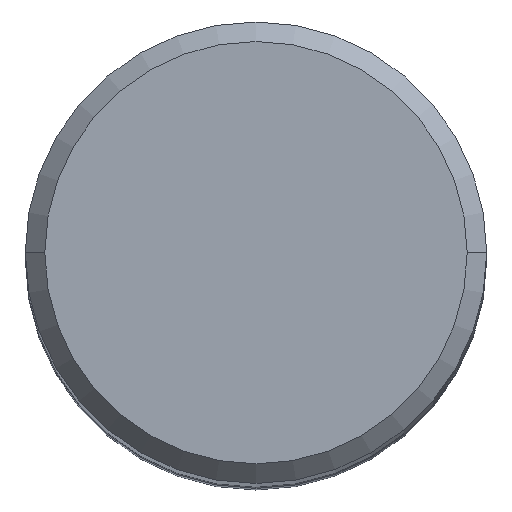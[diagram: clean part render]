
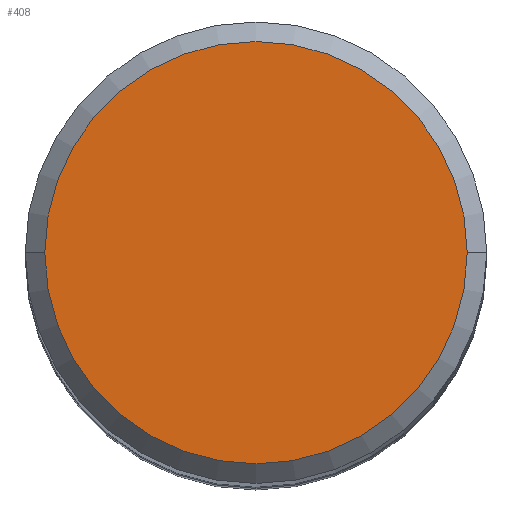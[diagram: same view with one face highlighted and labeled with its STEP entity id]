
A CAD part, top view. The second image highlights one B-rep face of the part: STEP entity #408.
In plain terms, the highlighted planar face has unit normal (0, 0, 1).
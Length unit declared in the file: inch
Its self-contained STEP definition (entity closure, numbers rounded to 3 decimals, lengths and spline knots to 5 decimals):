
#7 = CARTESIAN_POINT ( 'NONE',  ( 0.2162, 0., 0. ) ) ;
#11 = ORIENTED_EDGE ( 'NONE', *, *, #64, .T. ) ;
#17 = AXIS2_PLACEMENT_3D ( 'NONE', #124, #479, #215 ) ;
#64 = EDGE_CURVE ( 'NONE', #107, #274, #545, .T. ) ;
#100 = FACE_OUTER_BOUND ( 'NONE', #368, .T. ) ;
#107 = VERTEX_POINT ( 'NONE', #521 ) ;
#124 = CARTESIAN_POINT ( 'NONE',  ( 0., 0., 0. ) ) ;
#186 = AXIS2_PLACEMENT_3D ( 'NONE', #317, #526, #487 ) ;
#215 = DIRECTION ( 'NONE',  ( 1., 0., 0. ) ) ;
#228 = EDGE_CURVE ( 'NONE', #274, #107, #380, .T. ) ;
#252 = CARTESIAN_POINT ( 'NONE',  ( 0., 0., 0. ) ) ;
#256 = AXIS2_PLACEMENT_3D ( 'NONE', #252, #421, #511 ) ;
#274 = VERTEX_POINT ( 'NONE', #7 ) ;
#285 = ORIENTED_EDGE ( 'NONE', *, *, #228, .T. ) ;
#317 = CARTESIAN_POINT ( 'NONE',  ( 0., 0.2162, 0. ) ) ;
#368 = EDGE_LOOP ( 'NONE', ( #11, #285 ) ) ;
#380 = CIRCLE ( 'NONE', #17, 0.2162 ) ;
#408 = ADVANCED_FACE ( 'NONE', ( #100 ), #447, .F. ) ;
#421 = DIRECTION ( 'NONE',  ( 0., 0., 1. ) ) ;
#447 = PLANE ( 'NONE',  #186 ) ;
#479 = DIRECTION ( 'NONE',  ( 0., 0., 1. ) ) ;
#487 = DIRECTION ( 'NONE',  ( -1., 0., 0. ) ) ;
#511 = DIRECTION ( 'NONE',  ( 1., 0., 0. ) ) ;
#521 = CARTESIAN_POINT ( 'NONE',  ( -0.2162, 0., 0. ) ) ;
#526 = DIRECTION ( 'NONE',  ( 0., 0., -1. ) ) ;
#545 = CIRCLE ( 'NONE', #256, 0.2162 ) ;
